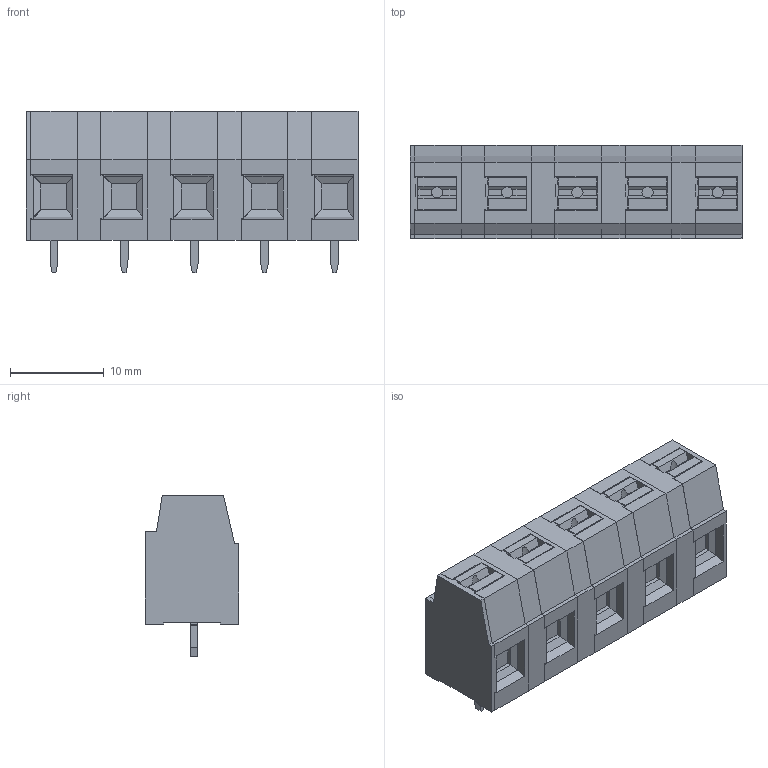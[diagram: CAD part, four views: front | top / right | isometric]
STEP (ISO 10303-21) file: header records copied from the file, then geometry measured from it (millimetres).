
FILE_DESCRIPTION(('CATIA V5 STEP Exchange','CAx-IF Rec.Pracs.--- Model Styling and Organization---1.4--- 2014-01-23'),'2;1');
FILE_NAME ('D1528376_0_2787600000_2787600000.stp','2022-04-25T08:12:26+00:00',('none'),('Weidmueller'),'CATIA Version 5-6 Release 2016 SP3 HF44','CATIA V5 STEP AP214','none');
FILE_SCHEMA(('AUTOMOTIVE_DESIGN { 1 0 10303 214 1 1 1 1 }'));
Length unit declared in the file: millimetre
Products named in the file (1): 2787600000
Bounding box: 35.5 x 10 x 17.3 mm (x, y, z)
Volume: 4276.6 mm3; surface area: 4747.9 mm2
Topology: 20 solids, 31 shells, 655 faces, 1817 edges, 1225 vertices
Faces by surface type: plane 609, cylinder 34, cone 12
Entity records: 19688 total; most frequent: CARTESIAN_POINT 4195, ORIENTED_EDGE 3634, DIRECTION 2446, EDGE_CURVE 1817, VECTOR 1604, LINE 1604, VERTEX_POINT 1225, EDGE_LOOP 666
